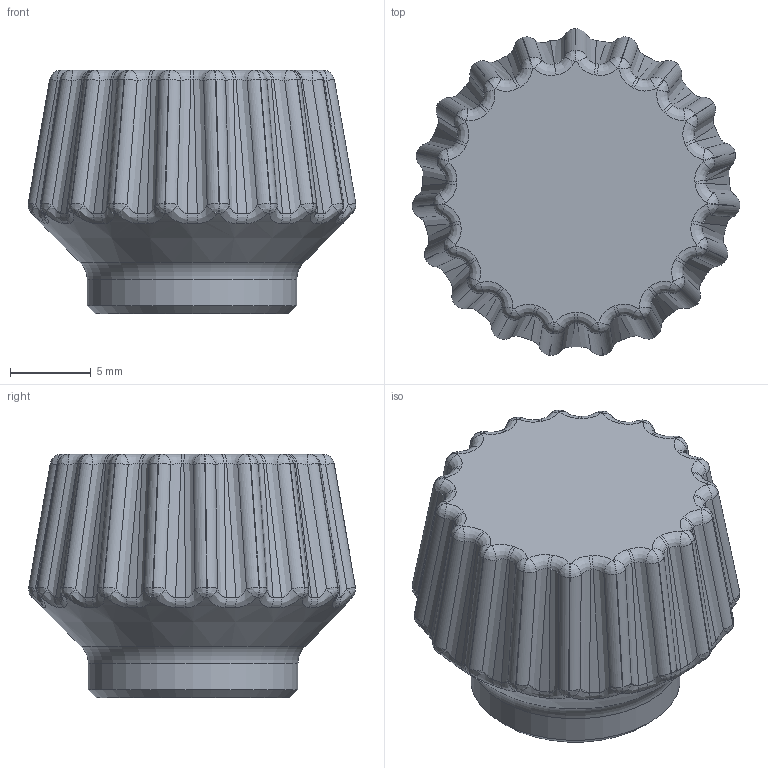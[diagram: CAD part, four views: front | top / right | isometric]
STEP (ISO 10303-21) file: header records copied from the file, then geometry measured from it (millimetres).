
FILE_DESCRIPTION(/* description */ (''),/* implementation_level */ '2;1');
FILE_NAME(/* name */ 'Seitenregler.step',/* time_stamp */ '2021-12-01T19:49:28+01:00',/* author */ (''),/* organization */ (''),/* preprocessor_version */ 'ST-DEVELOPER v18.1',/* originating_system */ 'Autodesk Translation Framework v10.10.0.1391',/* authorisation */ '');
FILE_SCHEMA (('AUTOMOTIVE_DESIGN { 1 0 10303 214 3 1 1 }'));
Length unit declared in the file: millimetre
Products named in the file (1): Seitenregler
Bounding box: 20.33 x 20.26 x 15.1 mm (x, y, z)
Volume: 3011.2 mm3; surface area: 1543.1 mm2
Topology: 1 solids, 1 shells, 348 faces, 809 edges, 464 vertices
Faces by surface type: bspline 285, torus 37, cone 21, plane 3, cylinder 2
Full cylindrical faces by diameter (mm): 6.3 x1, 13 x1
Entity records: 14779 total; most frequent: CARTESIAN_POINT 8453, ORIENTED_EDGE 1618, DIRECTION 821, EDGE_CURVE 809, VERTEX_POINT 464, B_SPLINE_CURVE_WITH_KNOTS 422, AXIS2_PLACEMENT_3D 370, EDGE_LOOP 349
